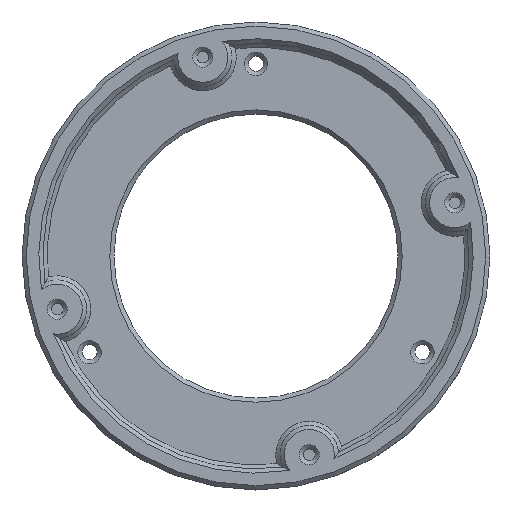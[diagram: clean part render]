
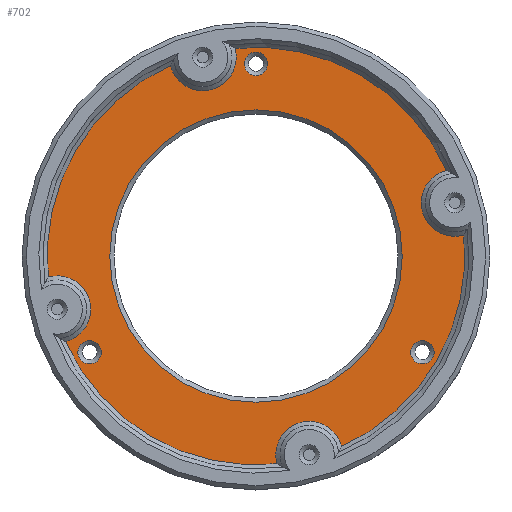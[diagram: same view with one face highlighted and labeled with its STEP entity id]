
A CAD part, top view. The second image highlights one B-rep face of the part: STEP entity #702.
In plain terms, the highlighted planar face has unit normal (0, 0, 1).
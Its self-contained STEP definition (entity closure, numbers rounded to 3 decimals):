
#168=ORIENTED_EDGE('',*,*,#335,.T.);
#169=ORIENTED_EDGE('',*,*,#336,.T.);
#170=ORIENTED_EDGE('',*,*,#337,.T.);
#171=ORIENTED_EDGE('',*,*,#338,.T.);
#172=ORIENTED_EDGE('',*,*,#339,.T.);
#173=ORIENTED_EDGE('',*,*,#340,.T.);
#174=ORIENTED_EDGE('',*,*,#341,.T.);
#175=ORIENTED_EDGE('',*,*,#342,.T.);
#176=ORIENTED_EDGE('',*,*,#343,.T.);
#177=ORIENTED_EDGE('',*,*,#344,.T.);
#178=ORIENTED_EDGE('',*,*,#345,.T.);
#179=ORIENTED_EDGE('',*,*,#346,.T.);
#335=EDGE_CURVE('',#417,#418,#479,.F.);
#336=EDGE_CURVE('',#418,#419,#480,.T.);
#337=EDGE_CURVE('',#419,#420,#481,.F.);
#338=EDGE_CURVE('',#420,#421,#482,.T.);
#339=EDGE_CURVE('',#421,#422,#483,.F.);
#340=EDGE_CURVE('',#422,#423,#484,.T.);
#341=EDGE_CURVE('',#423,#424,#485,.F.);
#342=EDGE_CURVE('',#424,#417,#486,.T.);
#343=EDGE_CURVE('',#425,#425,#487,.T.);
#344=EDGE_CURVE('',#426,#426,#488,.T.);
#345=EDGE_CURVE('',#427,#427,#489,.T.);
#346=EDGE_CURVE('',#428,#428,#490,.T.);
#417=VERTEX_POINT('',#1247);
#418=VERTEX_POINT('',#1248);
#419=VERTEX_POINT('',#1250);
#420=VERTEX_POINT('',#1252);
#421=VERTEX_POINT('',#1254);
#422=VERTEX_POINT('',#1256);
#423=VERTEX_POINT('',#1258);
#424=VERTEX_POINT('',#1260);
#425=VERTEX_POINT('',#1263);
#426=VERTEX_POINT('',#1265);
#427=VERTEX_POINT('',#1267);
#428=VERTEX_POINT('',#1269);
#479=CIRCLE('',#820,25.);
#480=CIRCLE('',#821,4.);
#481=CIRCLE('',#822,25.);
#482=CIRCLE('',#823,4.);
#483=CIRCLE('',#824,25.);
#484=CIRCLE('',#825,4.);
#485=CIRCLE('',#826,25.);
#486=CIRCLE('',#827,4.);
#487=CIRCLE('',#828,17.5);
#488=CIRCLE('',#829,1.4);
#489=CIRCLE('',#830,1.4);
#490=CIRCLE('',#831,1.4);
#532=EDGE_LOOP('',(#168,#169,#170,#171,#172,#173,#174,#175));
#533=EDGE_LOOP('',(#176));
#534=EDGE_LOOP('',(#177));
#535=EDGE_LOOP('',(#178));
#536=EDGE_LOOP('',(#179));
#622=FACE_BOUND('',#532,.T.);
#623=FACE_BOUND('',#533,.T.);
#624=FACE_BOUND('',#534,.T.);
#625=FACE_BOUND('',#535,.T.);
#626=FACE_BOUND('',#536,.T.);
#680=PLANE('',#819);
#702=ADVANCED_FACE('',(#622,#623,#624,#625,#626),#680,.F.);
#819=AXIS2_PLACEMENT_3D('',#1245,#1016,#1017);
#820=AXIS2_PLACEMENT_3D('',#1246,#1018,#1019);
#821=AXIS2_PLACEMENT_3D('',#1249,#1020,#1021);
#822=AXIS2_PLACEMENT_3D('',#1251,#1022,#1023);
#823=AXIS2_PLACEMENT_3D('',#1253,#1024,#1025);
#824=AXIS2_PLACEMENT_3D('',#1255,#1026,#1027);
#825=AXIS2_PLACEMENT_3D('',#1257,#1028,#1029);
#826=AXIS2_PLACEMENT_3D('',#1259,#1030,#1031);
#827=AXIS2_PLACEMENT_3D('',#1261,#1032,#1033);
#828=AXIS2_PLACEMENT_3D('',#1262,#1034,#1035);
#829=AXIS2_PLACEMENT_3D('',#1264,#1036,#1037);
#830=AXIS2_PLACEMENT_3D('',#1266,#1038,#1039);
#831=AXIS2_PLACEMENT_3D('',#1268,#1040,#1041);
#1016=DIRECTION('',(0.,0.,-1.));
#1017=DIRECTION('',(-1.,0.,0.));
#1018=DIRECTION('',(0.,0.,-1.));
#1019=DIRECTION('',(-1.,0.,0.));
#1020=DIRECTION('',(0.,0.,-1.));
#1021=DIRECTION('',(-1.,0.,0.));
#1022=DIRECTION('',(0.,0.,-1.));
#1023=DIRECTION('',(-1.,0.,0.));
#1024=DIRECTION('',(0.,0.,-1.));
#1025=DIRECTION('',(-1.,0.,0.));
#1026=DIRECTION('',(0.,0.,-1.));
#1027=DIRECTION('',(-1.,0.,0.));
#1028=DIRECTION('',(0.,0.,-1.));
#1029=DIRECTION('',(-1.,0.,0.));
#1030=DIRECTION('',(0.,0.,-1.));
#1031=DIRECTION('',(-1.,0.,0.));
#1032=DIRECTION('',(0.,0.,-1.));
#1033=DIRECTION('',(-1.,0.,0.));
#1034=DIRECTION('',(0.,0.,-1.));
#1035=DIRECTION('',(-1.,0.,0.));
#1036=DIRECTION('',(0.,0.,-1.));
#1037=DIRECTION('',(-1.,0.,0.));
#1038=DIRECTION('',(0.,0.,-1.));
#1039=DIRECTION('',(-1.,0.,0.));
#1040=DIRECTION('',(0.,0.,-1.));
#1041=DIRECTION('',(-1.,0.,0.));
#1245=CARTESIAN_POINT('',(-19.919,-11.5,17.2));
#1246=CARTESIAN_POINT('',(0.,0.,17.2));
#1247=CARTESIAN_POINT('',(-10.25,22.802,17.2));
#1248=CARTESIAN_POINT('',(-24.872,-2.524,17.2));
#1249=CARTESIAN_POINT('',(-23.786,-6.373,17.2));
#1250=CARTESIAN_POINT('',(-22.802,-10.25,17.2));
#1251=CARTESIAN_POINT('',(0.,0.,17.2));
#1252=CARTESIAN_POINT('',(2.524,-24.872,17.2));
#1253=CARTESIAN_POINT('',(6.373,-23.786,17.2));
#1254=CARTESIAN_POINT('',(10.25,-22.802,17.2));
#1255=CARTESIAN_POINT('',(0.,0.,17.2));
#1256=CARTESIAN_POINT('',(24.872,2.524,17.2));
#1257=CARTESIAN_POINT('',(23.786,6.373,17.2));
#1258=CARTESIAN_POINT('',(22.802,10.25,17.2));
#1259=CARTESIAN_POINT('',(0.,0.,17.2));
#1260=CARTESIAN_POINT('',(-2.524,24.872,17.2));
#1261=CARTESIAN_POINT('',(-6.373,23.786,17.2));
#1262=CARTESIAN_POINT('',(0.,0.,17.2));
#1263=CARTESIAN_POINT('',(-17.5,0.,17.2));
#1264=CARTESIAN_POINT('',(0.,23.,17.2));
#1265=CARTESIAN_POINT('',(-1.4,23.,17.2));
#1266=CARTESIAN_POINT('',(19.919,-11.5,17.2));
#1267=CARTESIAN_POINT('',(18.519,-11.5,17.2));
#1268=CARTESIAN_POINT('',(-19.919,-11.5,17.2));
#1269=CARTESIAN_POINT('',(-21.319,-11.5,17.2));
